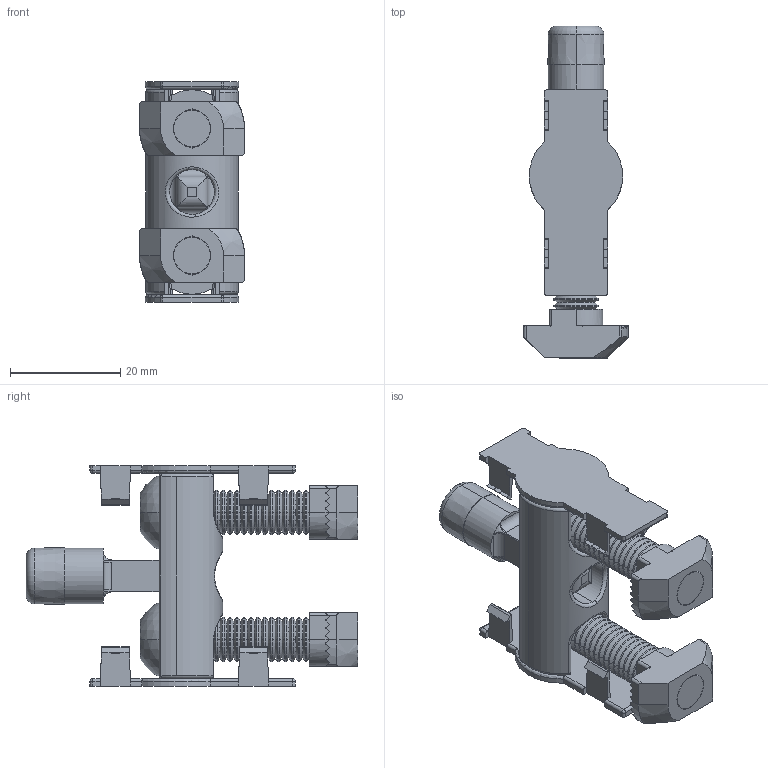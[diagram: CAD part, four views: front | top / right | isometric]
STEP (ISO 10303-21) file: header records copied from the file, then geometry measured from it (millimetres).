
FILE_DESCRIPTION((''),'2;1');
FILE_NAME('11152_SPOJNI_ELEMENT_FI17A_ASM','2022-09-16T14:02:23',('PredragRovcanin'),('Audax d.o.o.'),'CREO PARAMETRIC BY PTC INC, 2020281','CREO PARAMETRIC BY PTC INC, 2020281','');
FILE_SCHEMA(('AUTOMOTIVE_DESIGN { 1 0 10303 214 1 1 1 1 }'));
Length unit declared in the file: millimetre
Products named in the file (6): 11152_SPOJNI_ELEMENT_FI17C; 11152_SPOJNI_ELEMENT_FI17D; 11152_SPOJNI_ELEMENT_FI17E; 11152_SPOJNI_ELEMENT_FI17F; 11152_SPOJNI_ELEMENT_FI17B; 11152_SPOJNI_ELEMENT_FI17A_ASM
Assembly tree (8 placements, depth 2):
  11152_SPOJNI_ELEMENT_FI17A_ASM
    11152_SPOJNI_ELEMENT_FI17C
    11152_SPOJNI_ELEMENT_FI17D  x2
    11152_SPOJNI_ELEMENT_FI17E  x2
    11152_SPOJNI_ELEMENT_FI17F
    11152_SPOJNI_ELEMENT_FI17B  x2
Bounding box: 19 x 60.06 x 40 mm (x, y, z)
Volume: 11980.6 mm3; surface area: 11041.1 mm2
Topology: 8 solids, 8 shells, 924 faces, 2435 edges, 1485 vertices
Faces by surface type: plane 307, cylinder 303, cone 222, sphere 40, bspline 28, torus 24
Entity records: 26432 total; most frequent: CARTESIAN_POINT 6636, DIRECTION 2728, ORIENTED_EDGE 2682, PRESENTATION_STYLE_ASSIGNMENT 1606, STYLED_ITEM 1353, CURVE_STYLE 1346, EDGE_CURVE 1341, AXIS2_PLACEMENT_3D 1029
